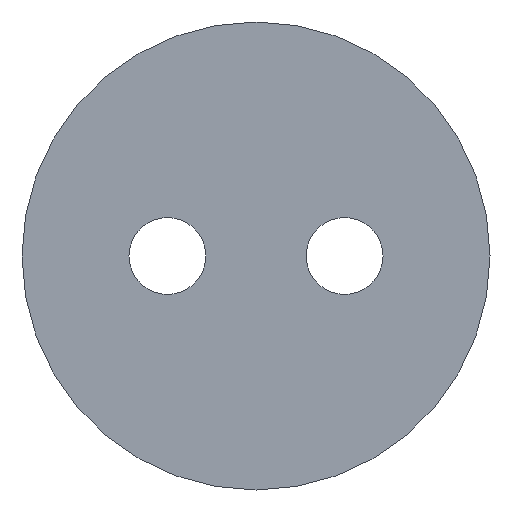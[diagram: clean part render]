
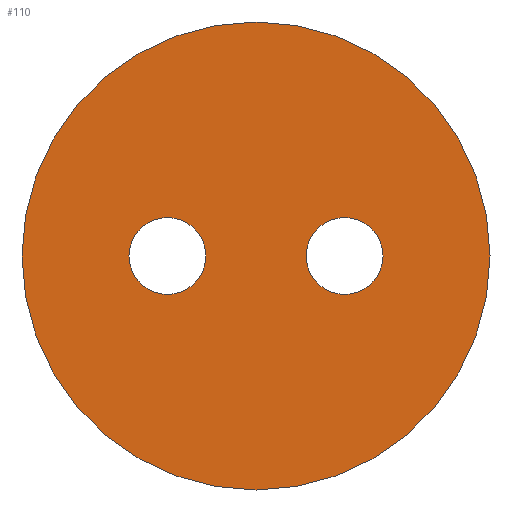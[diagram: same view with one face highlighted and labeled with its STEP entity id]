
A CAD part, front view. The second image highlights one B-rep face of the part: STEP entity #110.
In plain terms, the highlighted planar face has unit normal (0, -1, 0).
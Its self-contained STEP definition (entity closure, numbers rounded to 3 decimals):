
#27=FACE_BOUND('',#38,.T.);
#28=FACE_BOUND('',#39,.T.);
#30=FACE_OUTER_BOUND('',#37,.T.);
#37=EDGE_LOOP('',(#79));
#38=EDGE_LOOP('',(#80));
#39=EDGE_LOOP('',(#81));
#47=CIRCLE('',#132,35.);
#48=CIRCLE('',#133,5.75);
#49=CIRCLE('',#134,5.75);
#57=VERTEX_POINT('',#190);
#58=VERTEX_POINT('',#192);
#59=VERTEX_POINT('',#194);
#65=EDGE_CURVE('',#57,#57,#47,.T.);
#66=EDGE_CURVE('',#58,#58,#48,.T.);
#67=EDGE_CURVE('',#59,#59,#49,.T.);
#79=ORIENTED_EDGE('',*,*,#65,.F.);
#80=ORIENTED_EDGE('',*,*,#66,.F.);
#81=ORIENTED_EDGE('',*,*,#67,.F.);
#107=PLANE('',#131);
#110=ADVANCED_FACE('',(#30,#27,#28),#107,.F.);
#131=AXIS2_PLACEMENT_3D('',#189,#150,#151);
#132=AXIS2_PLACEMENT_3D('',#191,#152,#153);
#133=AXIS2_PLACEMENT_3D('',#193,#154,#155);
#134=AXIS2_PLACEMENT_3D('',#195,#156,#157);
#150=DIRECTION('center_axis',(0.,1.,0.));
#151=DIRECTION('ref_axis',(1.,0.,0.));
#152=DIRECTION('center_axis',(0.,1.,0.));
#153=DIRECTION('ref_axis',(1.,0.,0.));
#154=DIRECTION('center_axis',(0.,-1.,0.));
#155=DIRECTION('ref_axis',(-1.,0.,0.));
#156=DIRECTION('center_axis',(0.,-1.,0.));
#157=DIRECTION('ref_axis',(-1.,0.,0.));
#189=CARTESIAN_POINT('Origin',(0.,0.2,0.));
#190=CARTESIAN_POINT('',(-35.,0.2,0.));
#191=CARTESIAN_POINT('Origin',(0.,0.2,0.));
#192=CARTESIAN_POINT('',(19.,0.2,0.));
#193=CARTESIAN_POINT('Origin',(13.25,0.2,0.));
#194=CARTESIAN_POINT('',(-7.5,0.2,0.));
#195=CARTESIAN_POINT('Origin',(-13.25,0.2,0.));
